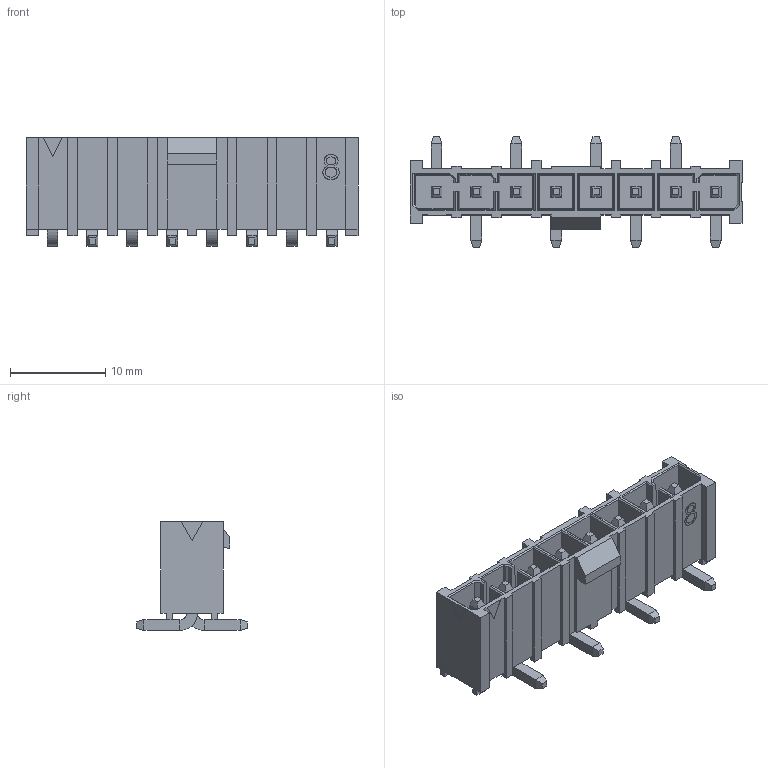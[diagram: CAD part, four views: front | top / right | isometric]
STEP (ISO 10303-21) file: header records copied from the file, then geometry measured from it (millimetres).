
FILE_DESCRIPTION( ('This file contains a STEP AP42 implementation' ,'as created by ZW3D STEP Interface translator.') ,'2;1' );
FILE_NAME( 'WF41901A-1WM08XXB01.stp' ,'24 1 8.171350', (''), ('ZWCAD Software Co.'), 'Version 1.0', 'ZW3D to STEP translator', '' );
FILE_SCHEMA(('AUTOMOTIVE_DESIGN { 1 0 10303 214 1 1 1 1 }'));
Length unit declared in the file: millimetre
Products named in the file (2): 0; WF41901A-1WM08XXB01
Bounding box: 34.87 x 11.6 x 11.44 mm (x, y, z)
Volume: 1077.1 mm3; surface area: 2819.2 mm2
Topology: 1 solids, 1 shells, 812 faces, 2126 edges, 1372 vertices
Faces by surface type: plane 777, cylinder 22, bspline 13
Entity records: 25317 total; most frequent: CARTESIAN_POINT 4559, ORIENTED_EDGE 4252, DIRECTION 3767, EDGE_CURVE 2126, VECTOR 2023, LINE 2023, VERTEX_POINT 1372, AXIS2_PLACEMENT_3D 872
